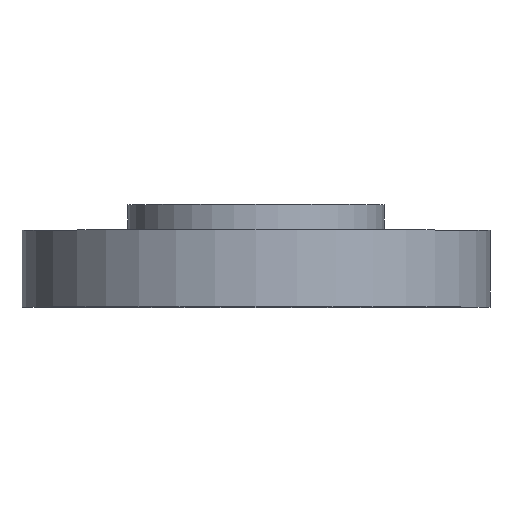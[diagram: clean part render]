
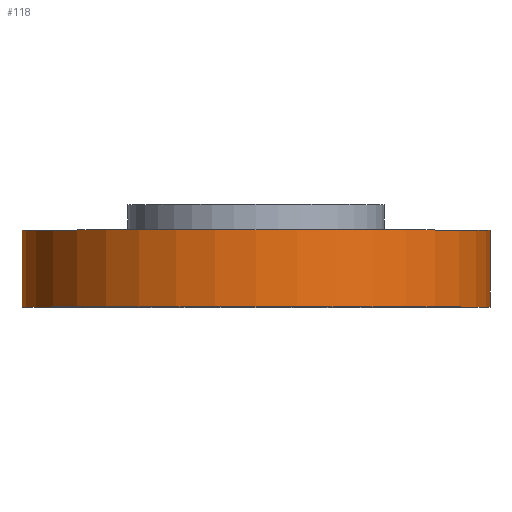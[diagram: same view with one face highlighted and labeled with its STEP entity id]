
A CAD part, top view. The second image highlights one B-rep face of the part: STEP entity #118.
In plain terms, the highlighted cylindrical face has radius 36.5 mm (diameter 73 mm), a full revolution.
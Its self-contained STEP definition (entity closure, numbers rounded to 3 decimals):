
#118 = ADVANCED_FACE( '', ( #213, #214 ), #215, .T. );
#213 = FACE_OUTER_BOUND( '', #315, .T. );
#214 = FACE_OUTER_BOUND( '', #316, .T. );
#215 = CYLINDRICAL_SURFACE( '', #317, 36.5 );
#315 = EDGE_LOOP( '', ( #417 ) );
#316 = EDGE_LOOP( '', ( #418 ) );
#317 = AXIS2_PLACEMENT_3D( '', #419, #420, #421 );
#417 = ORIENTED_EDGE( '', *, *, #528, .T. );
#418 = ORIENTED_EDGE( '', *, *, #529, .F. );
#419 = CARTESIAN_POINT( '', ( 0., 54., 0. ) );
#420 = DIRECTION( '', ( 0., 1., 0. ) );
#421 = DIRECTION( '', ( 1., 0., 0. ) );
#528 = EDGE_CURVE( '', #582, #582, #583, .T. );
#529 = EDGE_CURVE( '', #584, #584, #585, .T. );
#582 = VERTEX_POINT( '', #649 );
#583 = CIRCLE( '', #650, 36.5 );
#584 = VERTEX_POINT( '', #651 );
#585 = CIRCLE( '', #652, 36.5 );
#649 = CARTESIAN_POINT( '', ( 36.5, 12., 0. ) );
#650 = AXIS2_PLACEMENT_3D( '', #719, #720, #721 );
#651 = CARTESIAN_POINT( '', ( 36.5, 0., 0. ) );
#652 = AXIS2_PLACEMENT_3D( '', #722, #723, #724 );
#719 = CARTESIAN_POINT( '', ( 0., 12., 0. ) );
#720 = DIRECTION( '', ( 0., -1., 0. ) );
#721 = DIRECTION( '', ( 1., 0., 0. ) );
#722 = CARTESIAN_POINT( '', ( 0., 0., 0. ) );
#723 = DIRECTION( '', ( 0., -1., 0. ) );
#724 = DIRECTION( '', ( 1., 0., 0. ) );
